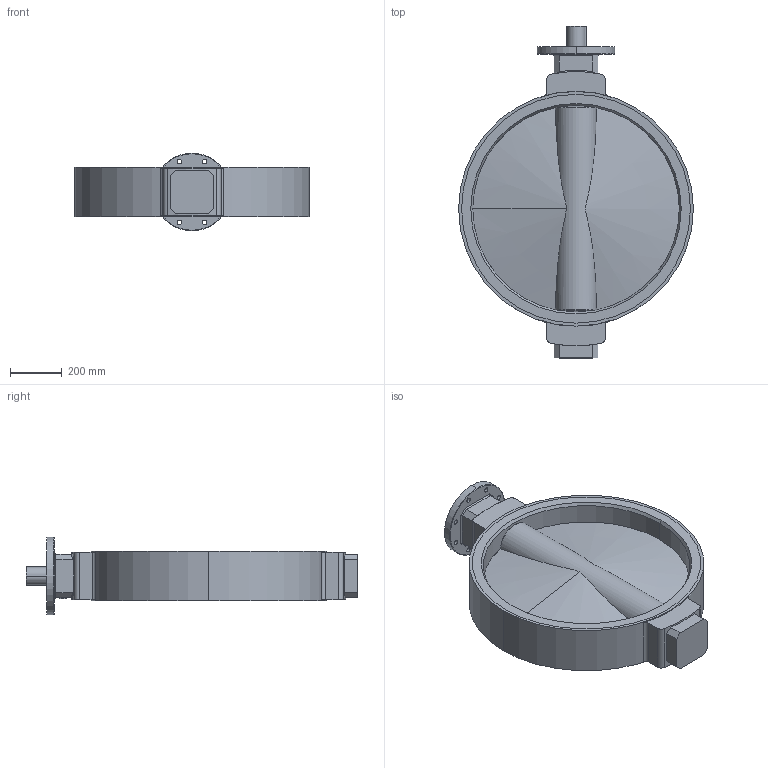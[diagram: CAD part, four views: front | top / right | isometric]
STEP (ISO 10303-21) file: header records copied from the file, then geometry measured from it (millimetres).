
FILE_DESCRIPTION (( 'STEP AP214' ), '1' );
FILE_NAME ('D10800.__.step', '2013-07-30T15:05:20', ( 'mbuehlmann' ), ( '' ), 'SwSTEP 2.0', 'SolidWorks 2012', '' );
FILE_SCHEMA (( 'AUTOMOTIVE_DESIGN' ));
Length unit declared in the file: millimetre
Products named in the file (6): ia-Logo26; ia-scheibe250_ia-scheibe800; ia-Keil_ia-Keil800; ia-Dichtungbasic_Dichtung800; BO.D10800.__; D10800.__
Assembly tree (5 placements, depth 2):
  D10800.__
    BO.D10800.__
    ia-Dichtungbasic_Dichtung800
    ia-Keil_ia-Keil800
    ia-scheibe250_ia-scheibe800
    ia-Logo26
Bounding box: 908 x 1284 x 300 mm (x, y, z)
Volume: 71356258.7 mm3; surface area: 4024945.6 mm2
Topology: 5 solids, 5 shells, 150 faces, 378 edges, 242 vertices
Faces by surface type: plane 64, cylinder 50, cone 16, torus 14, bspline 4, sphere 2
Entity records: 5281 total; most frequent: CARTESIAN_POINT 1442, DIRECTION 759, ORIENTED_EDGE 750, EDGE_CURVE 375, AXIS2_PLACEMENT_3D 286, VERTEX_POINT 241, LINE 187, VECTOR 187
